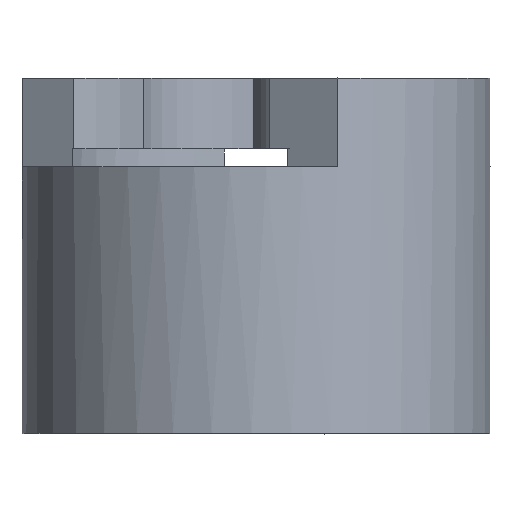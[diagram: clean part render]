
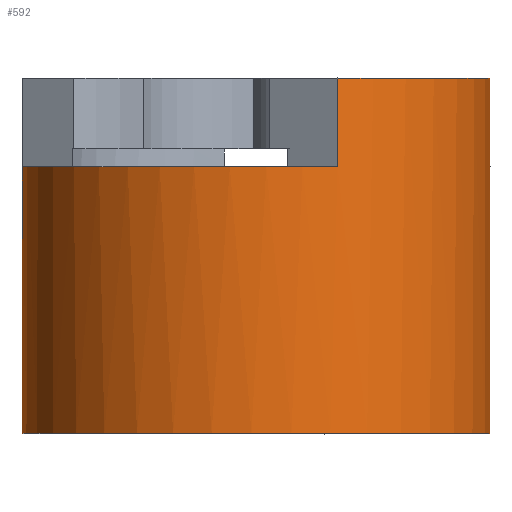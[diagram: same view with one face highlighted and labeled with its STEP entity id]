
A CAD part, top view. The second image highlights one B-rep face of the part: STEP entity #592.
In plain terms, the highlighted cylindrical face has radius 14.872 mm (diameter 29.743 mm), a full revolution.
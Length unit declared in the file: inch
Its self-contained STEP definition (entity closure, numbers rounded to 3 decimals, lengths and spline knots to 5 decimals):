
#19=CYLINDRICAL_SURFACE('',#641,0.5855);
#34=CIRCLE('',#639,0.5855);
#36=CIRCLE('',#642,0.5855);
#37=CIRCLE('',#643,0.5855);
#38=CIRCLE('',#644,0.5855);
#39=CIRCLE('',#645,0.5855);
#40=CIRCLE('',#646,0.5855);
#41=CIRCLE('',#647,0.5855);
#42=CIRCLE('',#648,0.5855);
#43=CIRCLE('',#649,0.5855);
#44=CIRCLE('',#650,0.5855);
#78=FACE_OUTER_BOUND('',#108,.T.);
#108=EDGE_LOOP('',(#397,#398,#399,#400,#401,#402,#403,#404,#405,#406,#407,
#408,#409,#410,#411,#412,#413,#414,#415,#416,#417,#418));
#144=LINE('',#931,#191);
#145=LINE('',#933,#192);
#146=LINE('',#937,#193);
#147=LINE('',#939,#194);
#148=LINE('',#943,#195);
#149=LINE('',#947,#196);
#150=LINE('',#951,#197);
#151=LINE('',#955,#198);
#152=LINE('',#959,#199);
#153=LINE('',#964,#200);
#154=LINE('',#966,#201);
#191=VECTOR('',#731,0.3937);
#192=VECTOR('',#732,0.3937);
#193=VECTOR('',#735,0.3937);
#194=VECTOR('',#736,0.3937);
#195=VECTOR('',#739,0.5855);
#196=VECTOR('',#742,0.3937);
#197=VECTOR('',#745,0.3937);
#198=VECTOR('',#748,0.3937);
#199=VECTOR('',#751,0.3937);
#200=VECTOR('',#756,0.3937);
#201=VECTOR('',#757,0.3937);
#241=VERTEX_POINT('',#924);
#242=VERTEX_POINT('',#926);
#243=VERTEX_POINT('',#930);
#244=VERTEX_POINT('',#932);
#245=VERTEX_POINT('',#934);
#246=VERTEX_POINT('',#936);
#247=VERTEX_POINT('',#938);
#248=VERTEX_POINT('',#940);
#249=VERTEX_POINT('',#942);
#250=VERTEX_POINT('',#944);
#251=VERTEX_POINT('',#946);
#252=VERTEX_POINT('',#948);
#253=VERTEX_POINT('',#950);
#254=VERTEX_POINT('',#952);
#255=VERTEX_POINT('',#954);
#256=VERTEX_POINT('',#956);
#257=VERTEX_POINT('',#958);
#258=VERTEX_POINT('',#961);
#259=VERTEX_POINT('',#963);
#260=VERTEX_POINT('',#965);
#303=EDGE_CURVE('',#242,#241,#34,.T.);
#305=EDGE_CURVE('',#243,#242,#144,.T.);
#306=EDGE_CURVE('',#241,#244,#145,.T.);
#307=EDGE_CURVE('',#244,#245,#36,.T.);
#308=EDGE_CURVE('',#245,#246,#146,.T.);
#309=EDGE_CURVE('',#246,#247,#147,.T.);
#310=EDGE_CURVE('',#248,#247,#37,.T.);
#311=EDGE_CURVE('',#248,#249,#148,.T.);
#312=EDGE_CURVE('',#250,#249,#38,.T.);
#313=EDGE_CURVE('',#251,#250,#149,.T.);
#314=EDGE_CURVE('',#251,#252,#39,.T.);
#315=EDGE_CURVE('',#252,#253,#150,.T.);
#316=EDGE_CURVE('',#253,#254,#40,.T.);
#317=EDGE_CURVE('',#254,#255,#151,.T.);
#318=EDGE_CURVE('',#255,#256,#41,.T.);
#319=EDGE_CURVE('',#256,#257,#152,.T.);
#320=EDGE_CURVE('',#249,#257,#42,.T.);
#321=EDGE_CURVE('',#258,#248,#43,.T.);
#322=EDGE_CURVE('',#259,#258,#153,.T.);
#323=EDGE_CURVE('',#260,#259,#154,.T.);
#324=EDGE_CURVE('',#260,#243,#44,.T.);
#397=ORIENTED_EDGE('',*,*,#305,.T.);
#398=ORIENTED_EDGE('',*,*,#303,.T.);
#399=ORIENTED_EDGE('',*,*,#306,.T.);
#400=ORIENTED_EDGE('',*,*,#307,.T.);
#401=ORIENTED_EDGE('',*,*,#308,.T.);
#402=ORIENTED_EDGE('',*,*,#309,.T.);
#403=ORIENTED_EDGE('',*,*,#310,.F.);
#404=ORIENTED_EDGE('',*,*,#311,.T.);
#405=ORIENTED_EDGE('',*,*,#312,.F.);
#406=ORIENTED_EDGE('',*,*,#313,.F.);
#407=ORIENTED_EDGE('',*,*,#314,.T.);
#408=ORIENTED_EDGE('',*,*,#315,.T.);
#409=ORIENTED_EDGE('',*,*,#316,.T.);
#410=ORIENTED_EDGE('',*,*,#317,.T.);
#411=ORIENTED_EDGE('',*,*,#318,.T.);
#412=ORIENTED_EDGE('',*,*,#319,.T.);
#413=ORIENTED_EDGE('',*,*,#320,.F.);
#414=ORIENTED_EDGE('',*,*,#311,.F.);
#415=ORIENTED_EDGE('',*,*,#321,.F.);
#416=ORIENTED_EDGE('',*,*,#322,.F.);
#417=ORIENTED_EDGE('',*,*,#323,.F.);
#418=ORIENTED_EDGE('',*,*,#324,.T.);
#592=ADVANCED_FACE('',(#78),#19,.T.);
#639=AXIS2_PLACEMENT_3D('',#927,#725,#726);
#641=AXIS2_PLACEMENT_3D('',#929,#729,#730);
#642=AXIS2_PLACEMENT_3D('',#935,#733,#734);
#643=AXIS2_PLACEMENT_3D('',#941,#737,#738);
#644=AXIS2_PLACEMENT_3D('',#945,#740,#741);
#645=AXIS2_PLACEMENT_3D('',#949,#743,#744);
#646=AXIS2_PLACEMENT_3D('',#953,#746,#747);
#647=AXIS2_PLACEMENT_3D('',#957,#749,#750);
#648=AXIS2_PLACEMENT_3D('',#960,#752,#753);
#649=AXIS2_PLACEMENT_3D('',#962,#754,#755);
#650=AXIS2_PLACEMENT_3D('',#967,#758,#759);
#725=DIRECTION('center_axis',(0.,1.,0.));
#726=DIRECTION('ref_axis',(0.866,0.,-0.5));
#729=DIRECTION('center_axis',(0.,-1.,0.));
#730=DIRECTION('ref_axis',(0.866,0.,-0.5));
#731=DIRECTION('',(0.,1.,0.));
#732=DIRECTION('',(0.,-1.,0.));
#733=DIRECTION('center_axis',(0.,1.,0.));
#734=DIRECTION('ref_axis',(0.866,0.,-0.5));
#735=DIRECTION('',(0.,-1.,0.));
#736=DIRECTION('',(0.,-1.,0.));
#737=DIRECTION('center_axis',(0.,-1.,0.));
#738=DIRECTION('ref_axis',(0.866,0.,-0.5));
#739=DIRECTION('',(0.,1.,0.));
#740=DIRECTION('center_axis',(0.,1.,0.));
#741=DIRECTION('ref_axis',(0.866,0.,-0.5));
#742=DIRECTION('',(0.,-1.,0.));
#743=DIRECTION('center_axis',(0.,-1.,0.));
#744=DIRECTION('ref_axis',(0.866,0.,-0.5));
#745=DIRECTION('',(0.,-1.,0.));
#746=DIRECTION('center_axis',(0.,-1.,0.));
#747=DIRECTION('ref_axis',(0.866,0.,-0.5));
#748=DIRECTION('',(0.,1.,0.));
#749=DIRECTION('center_axis',(0.,-1.,0.));
#750=DIRECTION('ref_axis',(0.866,0.,-0.5));
#751=DIRECTION('',(0.,-1.,0.));
#752=DIRECTION('center_axis',(0.,1.,0.));
#753=DIRECTION('ref_axis',(0.866,0.,-0.5));
#754=DIRECTION('center_axis',(0.,-1.,0.));
#755=DIRECTION('ref_axis',(0.866,0.,-0.5));
#756=DIRECTION('',(0.,-1.,0.));
#757=DIRECTION('',(0.,-1.,0.));
#758=DIRECTION('center_axis',(0.,1.,0.));
#759=DIRECTION('ref_axis',(0.866,0.,-0.5));
#924=CARTESIAN_POINT('',(2.05407,3.8672,2.8139));
#926=CARTESIAN_POINT('',(2.23385,3.8672,2.87156));
#927=CARTESIAN_POINT('Origin',(1.9675,3.8672,3.39297));
#929=CARTESIAN_POINT('Origin',(1.9675,4.42628,3.39297));
#930=CARTESIAN_POINT('',(2.23385,3.8652,2.87156));
#931=CARTESIAN_POINT('',(2.23385,3.7382,2.87156));
#932=CARTESIAN_POINT('',(2.05407,3.8652,2.8139));
#933=CARTESIAN_POINT('',(2.05407,3.7382,2.8139));
#934=CARTESIAN_POINT('',(1.78907,3.8652,2.83532));
#935=CARTESIAN_POINT('Origin',(1.9675,3.8652,3.39297));
#936=CARTESIAN_POINT('',(1.78907,3.7382,2.83532));
#937=CARTESIAN_POINT('',(1.78907,4.42628,2.83532));
#938=CARTESIAN_POINT('',(1.78907,3.5382,2.83532));
#939=CARTESIAN_POINT('',(1.78907,4.42628,2.83532));
#940=CARTESIAN_POINT('',(1.46045,3.5382,3.68572));
#941=CARTESIAN_POINT('Origin',(1.9675,3.5382,3.39297));
#942=CARTESIAN_POINT('',(1.46045,4.20469,3.68572));
#943=CARTESIAN_POINT('',(1.46045,4.42628,3.68572));
#944=CARTESIAN_POINT('',(1.3833,4.20469,3.43187));
#945=CARTESIAN_POINT('Origin',(1.9675,4.20469,3.39297));
#946=CARTESIAN_POINT('',(1.3833,4.42628,3.43187));
#947=CARTESIAN_POINT('',(1.3833,4.42628,3.43187));
#948=CARTESIAN_POINT('',(1.76354,4.42628,2.84414));
#949=CARTESIAN_POINT('Origin',(1.9675,4.42628,3.39297));
#950=CARTESIAN_POINT('',(1.76354,4.20469,2.84414));
#951=CARTESIAN_POINT('',(1.76354,4.42628,2.84414));
#952=CARTESIAN_POINT('',(2.55265,4.20469,3.41326));
#953=CARTESIAN_POINT('Origin',(1.9675,4.20469,3.39297));
#954=CARTESIAN_POINT('',(2.55265,4.42628,3.41326));
#955=CARTESIAN_POINT('',(2.55265,4.42628,3.41326));
#956=CARTESIAN_POINT('',(2.17147,4.42628,3.94179));
#957=CARTESIAN_POINT('Origin',(1.9675,4.42628,3.39297));
#958=CARTESIAN_POINT('',(2.17147,4.20469,3.94179));
#959=CARTESIAN_POINT('',(2.17147,4.42628,3.94179));
#960=CARTESIAN_POINT('Origin',(1.9675,4.20469,3.39297));
#961=CARTESIAN_POINT('',(2.43817,3.5382,3.04471));
#962=CARTESIAN_POINT('Origin',(1.9675,3.5382,3.39297));
#963=CARTESIAN_POINT('',(2.43817,3.7382,3.04471));
#964=CARTESIAN_POINT('',(2.43817,4.42628,3.04471));
#965=CARTESIAN_POINT('',(2.43817,3.8652,3.04471));
#966=CARTESIAN_POINT('',(2.43817,4.42628,3.04471));
#967=CARTESIAN_POINT('Origin',(1.9675,3.8652,3.39297));
